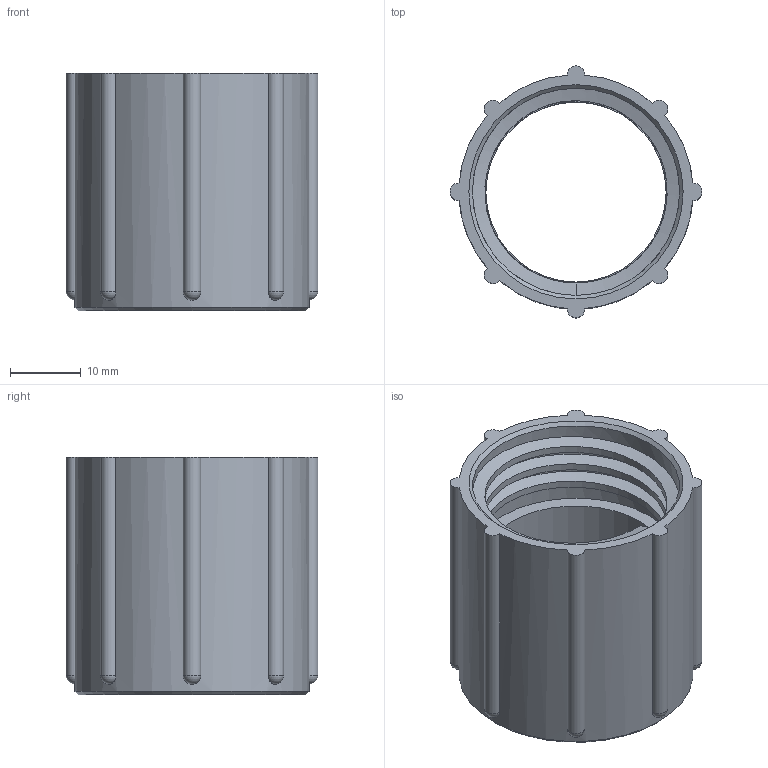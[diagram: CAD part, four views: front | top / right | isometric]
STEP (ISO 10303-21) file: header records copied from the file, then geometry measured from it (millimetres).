
FILE_DESCRIPTION(/* description */ (''),/* implementation_level */ '2;1');
FILE_NAME(/* name */ 'LS2000.stp',/* time_stamp */ '2014-11-14T12:40:23+01:00',/* author */ ('sh'),/* organization */ (''),/* preprocessor_version */ 'ST-DEVELOPER v15.2',/* originating_system */ 'Autodesk Inventor 2014',/* authorisation */ '');
FILE_SCHEMA (('AUTOMOTIVE_DESIGN { 1 0 10303 214 3 1 1 }'));
Length unit declared in the file: millimetre
Products named in the file (1): LS2000
Bounding box: 35.49 x 35.49 x 33.5 mm (x, y, z)
Volume: 10637 mm3; surface area: 8513.5 mm2
Topology: 1 solids, 1 shells, 41 faces, 112 edges, 70 vertices
Faces by surface type: cylinder 19, plane 9, sphere 8, cone 3, bspline 2
Full cylindrical faces by diameter (mm): 25.4 x3, 27.8 x2, 29.2 x4, 33 x1
Entity records: 1853 total; most frequent: CARTESIAN_POINT 966, DIRECTION 178, ORIENTED_EDGE 168, EDGE_CURVE 84, AXIS2_PLACEMENT_3D 79, VERTEX_POINT 63, EDGE_LOOP 55, CIRCLE 42
